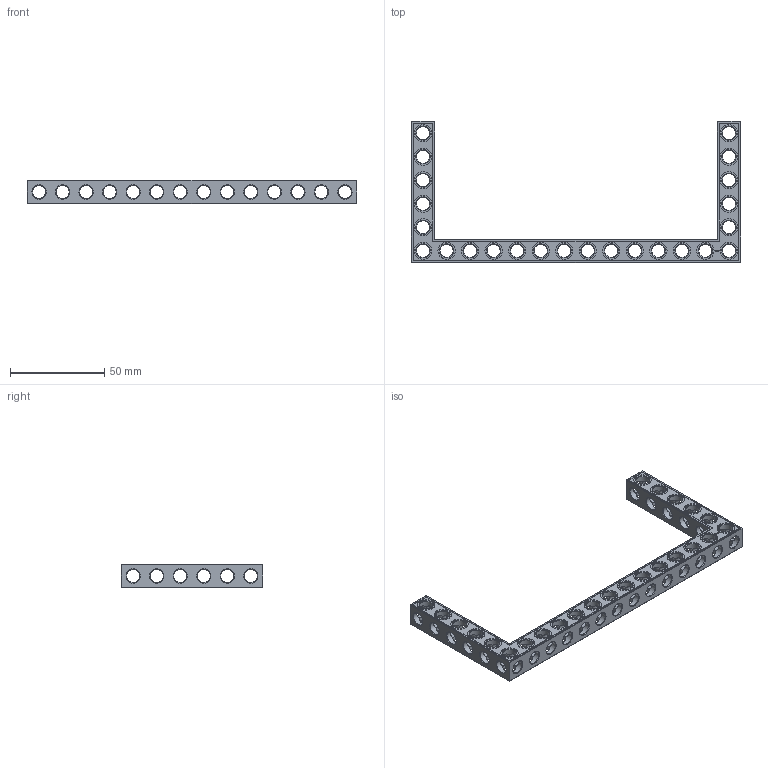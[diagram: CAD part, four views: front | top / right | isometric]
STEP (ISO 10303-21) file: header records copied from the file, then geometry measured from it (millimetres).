
FILE_DESCRIPTION(('FreeCAD Model'),'2;1');
FILE_NAME('Open CASCADE Shape Model','2022-02-26T22:52:11',('Author'),( ''),'Open CASCADE STEP processor 7.5','FreeCAD','Unknown');
FILE_SCHEMA(('AUTOMOTIVE_DESIGN { 1 0 10303 214 1 1 1 1 }'));
Products named in the file (1): Beam AGD ESS USH SYM BU14x06x01 - SPN-BEM-0522 (stemfie.org)
Bounding box: 175 x 75 x 12.5 mm (x, y, z)
Volume: 23443.4 mm3; surface area: 21018 mm2
Topology: 1 solids, 1 shells, 799 faces, 2391 edges, 1554 vertices
Faces by surface type: plane 398, extrusion 158, cylinder 145, cone 98
Full cylindrical faces by diameter (mm): 6.98 x14, 7 x107, 9.2 x24
Entity records: 114072 total; most frequent: CARTESIAN_POINT 69095, DIRECTION 7349, VECTOR 4819, ORIENTED_EDGE 4782, PCURVE 4782, DEFINITIONAL_REPRESENTATION 4782, LINE 4661, EDGE_CURVE 2391
